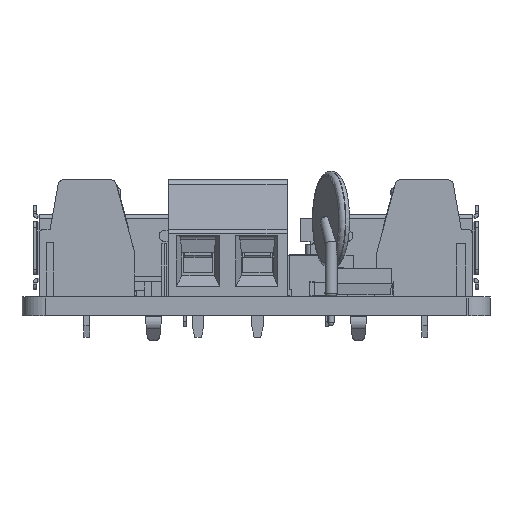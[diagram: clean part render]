
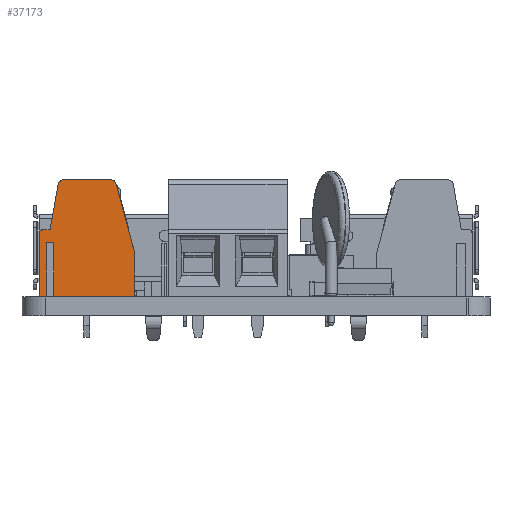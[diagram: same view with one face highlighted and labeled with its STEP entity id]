
A CAD part, left-side view. The second image highlights one B-rep face of the part: STEP entity #37173.
In plain terms, the highlighted face is planar.
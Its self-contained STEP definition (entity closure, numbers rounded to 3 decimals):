
#27728 = VERTEX_POINT('',#27729);
#27729 = CARTESIAN_POINT('',(10.155,0.62,4.6));
#27735 = EDGE_CURVE('',#27736,#27728,#27738,.T.);
#27736 = VERTEX_POINT('',#27737);
#27737 = CARTESIAN_POINT('',(10.155,0.62,0.));
#27738 = LINE('',#27739,#27740);
#27739 = CARTESIAN_POINT('',(10.155,0.62,0.));
#27740 = VECTOR('',#27741,1.);
#27741 = DIRECTION('',(0.,0.,1.));
#27896 = EDGE_CURVE('',#27897,#27899,#27901,.T.);
#27897 = VERTEX_POINT('',#27898);
#27898 = CARTESIAN_POINT('',(10.155,1.24,0.));
#27899 = VERTEX_POINT('',#27900);
#27900 = CARTESIAN_POINT('',(10.155,1.24,4.6));
#27901 = LINE('',#27902,#27903);
#27902 = CARTESIAN_POINT('',(10.155,1.24,0.));
#27903 = VECTOR('',#27904,1.);
#27904 = DIRECTION('',(0.,0.,1.));
#28069 = EDGE_CURVE('',#27728,#27899,#28070,.T.);
#28070 = LINE('',#28071,#28072);
#28071 = CARTESIAN_POINT('',(10.155,4.239,4.6));
#28072 = VECTOR('',#28073,1.);
#28073 = DIRECTION('',(0.,1.,0.));
#37173 = ADVANCED_FACE('',(#37174),#37268,.T.);
#37174 = FACE_BOUND('',#37175,.T.);
#37175 = EDGE_LOOP('',(#37176,#37186,#37192,#37193,#37194,#37195,#37203,
    #37211,#37219,#37228,#37236,#37245,#37253,#37261));
#37176 = ORIENTED_EDGE('',*,*,#37177,.T.);
#37177 = EDGE_CURVE('',#37178,#37180,#37182,.T.);
#37178 = VERTEX_POINT('',#37179);
#37179 = CARTESIAN_POINT('',(10.155,0.,5.4));
#37180 = VERTEX_POINT('',#37181);
#37181 = CARTESIAN_POINT('',(10.155,0.,0.));
#37182 = LINE('',#37183,#37184);
#37183 = CARTESIAN_POINT('',(10.155,0.,3.926));
#37184 = VECTOR('',#37185,1.);
#37185 = DIRECTION('',(0.,0.,-1.));
#37186 = ORIENTED_EDGE('',*,*,#37187,.T.);
#37187 = EDGE_CURVE('',#37180,#27736,#37188,.T.);
#37188 = LINE('',#37189,#37190);
#37189 = CARTESIAN_POINT('',(10.155,0.,0.));
#37190 = VECTOR('',#37191,1.);
#37191 = DIRECTION('',(0.,1.,0.));
#37192 = ORIENTED_EDGE('',*,*,#27735,.T.);
#37193 = ORIENTED_EDGE('',*,*,#28069,.T.);
#37194 = ORIENTED_EDGE('',*,*,#27896,.F.);
#37195 = ORIENTED_EDGE('',*,*,#37196,.T.);
#37196 = EDGE_CURVE('',#27897,#37197,#37199,.T.);
#37197 = VERTEX_POINT('',#37198);
#37198 = CARTESIAN_POINT('',(10.155,8.15,0.));
#37199 = LINE('',#37200,#37201);
#37200 = CARTESIAN_POINT('',(10.155,0.,0.));
#37201 = VECTOR('',#37202,1.);
#37202 = DIRECTION('',(0.,1.,0.));
#37203 = ORIENTED_EDGE('',*,*,#37204,.F.);
#37204 = EDGE_CURVE('',#37205,#37197,#37207,.T.);
#37205 = VERTEX_POINT('',#37206);
#37206 = CARTESIAN_POINT('',(10.155,8.15,3.74));
#37207 = LINE('',#37208,#37209);
#37208 = CARTESIAN_POINT('',(10.155,8.15,3.926));
#37209 = VECTOR('',#37210,1.);
#37210 = DIRECTION('',(0.,0.,-1.));
#37211 = ORIENTED_EDGE('',*,*,#37212,.F.);
#37212 = EDGE_CURVE('',#37213,#37205,#37215,.T.);
#37213 = VERTEX_POINT('',#37214);
#37214 = CARTESIAN_POINT('',(10.155,6.58,9.599));
#37215 = LINE('',#37216,#37217);
#37216 = CARTESIAN_POINT('',(10.155,8.1,3.926));
#37217 = VECTOR('',#37218,1.);
#37218 = DIRECTION('',(0.,0.259,-0.966));
#37219 = ORIENTED_EDGE('',*,*,#37220,.F.);
#37220 = EDGE_CURVE('',#37221,#37213,#37223,.T.);
#37221 = VERTEX_POINT('',#37222);
#37222 = CARTESIAN_POINT('',(10.155,6.097,9.97));
#37223 = CIRCLE('',#37224,0.5);
#37224 = AXIS2_PLACEMENT_3D('',#37225,#37226,#37227);
#37225 = CARTESIAN_POINT('',(10.155,6.097,9.47));
#37226 = DIRECTION('',(-1.,0.,0.));
#37227 = DIRECTION('',(0.,-1.,0.));
#37228 = ORIENTED_EDGE('',*,*,#37229,.F.);
#37229 = EDGE_CURVE('',#37230,#37221,#37232,.T.);
#37230 = VERTEX_POINT('',#37231);
#37231 = CARTESIAN_POINT('',(10.155,2.1,9.97));
#37232 = LINE('',#37233,#37234);
#37233 = CARTESIAN_POINT('',(10.155,1.625,9.97));
#37234 = VECTOR('',#37235,1.);
#37235 = DIRECTION('',(0.,1.,0.));
#37236 = ORIENTED_EDGE('',*,*,#37237,.F.);
#37237 = EDGE_CURVE('',#37238,#37230,#37240,.T.);
#37238 = VERTEX_POINT('',#37239);
#37239 = CARTESIAN_POINT('',(10.155,1.608,9.557));
#37240 = CIRCLE('',#37241,0.5);
#37241 = AXIS2_PLACEMENT_3D('',#37242,#37243,#37244);
#37242 = CARTESIAN_POINT('',(10.155,2.1,9.47));
#37243 = DIRECTION('',(-1.,0.,0.));
#37244 = DIRECTION('',(0.,-1.,0.));
#37245 = ORIENTED_EDGE('',*,*,#37246,.T.);
#37246 = EDGE_CURVE('',#37238,#37247,#37249,.T.);
#37247 = VERTEX_POINT('',#37248);
#37248 = CARTESIAN_POINT('',(10.155,0.928,5.7));
#37249 = LINE('',#37250,#37251);
#37250 = CARTESIAN_POINT('',(10.155,1.681,9.97));
#37251 = VECTOR('',#37252,1.);
#37252 = DIRECTION('',(0.,-0.174,-0.985));
#37253 = ORIENTED_EDGE('',*,*,#37254,.F.);
#37254 = EDGE_CURVE('',#37255,#37247,#37257,.T.);
#37255 = VERTEX_POINT('',#37256);
#37256 = CARTESIAN_POINT('',(10.155,0.3,5.7));
#37257 = LINE('',#37258,#37259);
#37258 = CARTESIAN_POINT('',(10.155,0.,5.7));
#37259 = VECTOR('',#37260,1.);
#37260 = DIRECTION('',(0.,1.,0.));
#37261 = ORIENTED_EDGE('',*,*,#37262,.T.);
#37262 = EDGE_CURVE('',#37255,#37178,#37263,.T.);
#37263 = CIRCLE('',#37264,0.3);
#37264 = AXIS2_PLACEMENT_3D('',#37265,#37266,#37267);
#37265 = CARTESIAN_POINT('',(10.155,0.3,5.4));
#37266 = DIRECTION('',(1.,0.,0.));
#37267 = DIRECTION('',(-0.,1.,0.));
#37268 = PLANE('',#37269);
#37269 = AXIS2_PLACEMENT_3D('',#37270,#37271,#37272);
#37270 = CARTESIAN_POINT('',(10.155,4.239,3.926));
#37271 = DIRECTION('',(1.,0.,0.));
#37272 = DIRECTION('',(-0.,1.,0.));
